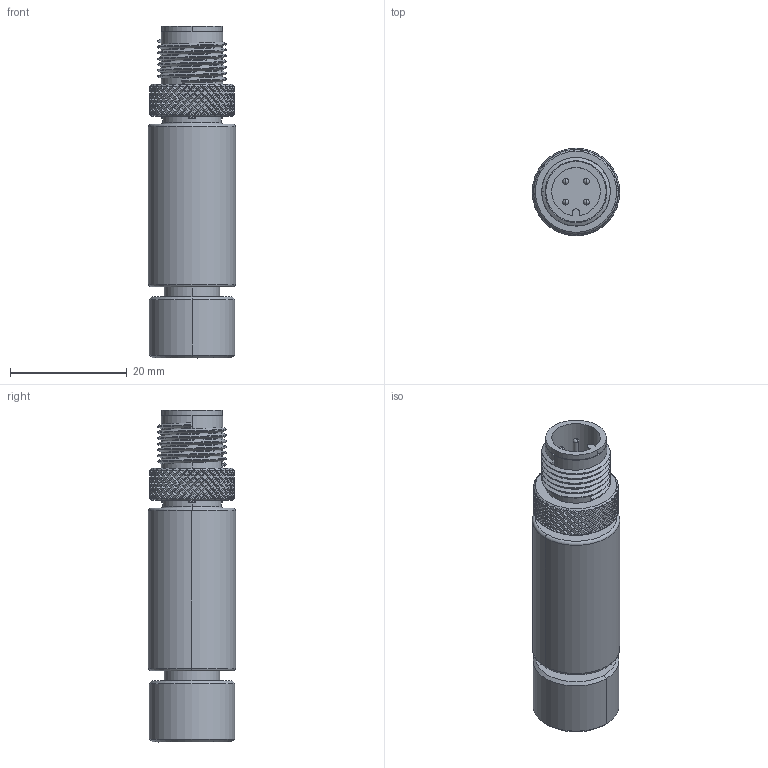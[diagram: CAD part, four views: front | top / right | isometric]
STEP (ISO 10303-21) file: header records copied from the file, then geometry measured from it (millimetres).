
FILE_DESCRIPTION((''),'2;1');
FILE_NAME('231950_SM01_ASM','2023-01-13T12:47:49',('PDMAdmin'),('BANNER ENGINEERING'),'CREO PARAMETRIC BY PTC INC, 2019292','CREO PARAMETRIC BY PTC INC, 2019292','');
FILE_SCHEMA(('CONFIG_CONTROL_DESIGN'));
Products named in the file (2): 231950_EP02; 231950_SM01_ASM
Assembly tree (1 placements, depth 2):
  231950_SM01_ASM
    231950_EP02
Bounding box: 15 x 15 x 56.9 mm (x, y, z)
Volume: 7980.5 mm3; surface area: 5378.2 mm2
Topology: 1 solids, 1 shells, 2152 faces, 4835 edges, 2698 vertices
Faces by surface type: bspline 1356, cylinder 517, plane 210, cone 27, sphere 24, torus 16, revolution 2
Entity records: 90157 total; most frequent: CARTESIAN_POINT 54120, ORIENTED_EDGE 9654, EDGE_CURVE 4827, B_SPLINE_CURVE_WITH_KNOTS 3603, DIRECTION 3345, VERTEX_POINT 2698, EDGE_LOOP 2173, FACE_OUTER_BOUND 2152
